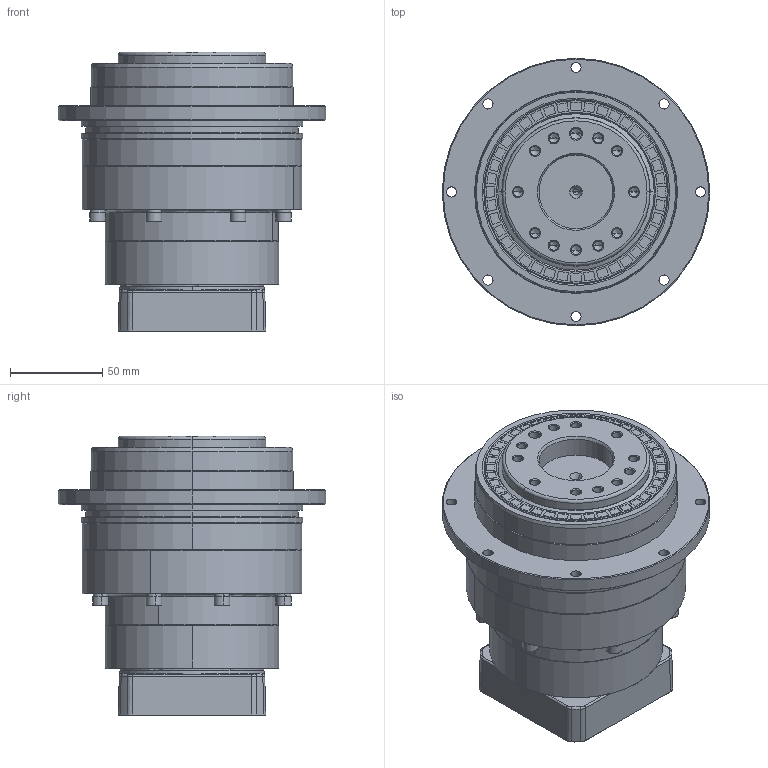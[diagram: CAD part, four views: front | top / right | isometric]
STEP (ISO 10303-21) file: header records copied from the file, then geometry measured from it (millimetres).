
FILE_DESCRIPTION (( 'STEP AP203' ), '1' );
FILE_NAME ('FAD110D-L2-19-70-90-M5.STEP', '2021-01-19T11:34:13', ( '' ), ( '' ), 'SwSTEP 2.0', 'SolidWorks 2014', '' );
FILE_SCHEMA (( 'CONFIG_CONTROL_DESIGN' ));
Length unit declared in the file: millimetre
Products named in the file (11): FAD110D-L2-19-70-90-M5; 怀堤俴陎殤FAD110D; 蚐猾80x100x7; 输入法兰FAB090D-70-90-M5; 一级内齿圈壳体FAD090D; 输入端壳体FAD090D; M5-12樓粟菜; 输入轴锁紧环 23-52-14; M4-10樓粟菜; 输出内齿圈壳体FAD110D; 输入轴FAB090D-19
Assembly tree (29 placements, depth 2):
  FAD110D-L2-19-70-90-M5
    输出内齿圈壳体FAD110D
    怀堤俴陎殤FAD110D
    蚐猾80x100x7
    一级内齿圈壳体FAD090D
    M5-12樓粟菜  x9
    输入法兰FAB090D-70-90-M5
    输入端壳体FAD090D
    输入轴FAB090D-19
    输入轴锁紧环 23-52-14
    M4-10樓粟菜  x12
Bounding box: 145 x 145 x 151.5 mm (x, y, z)
Volume: 1230568.1 mm3; surface area: 207500.6 mm2
Topology: 8 solids, 50 shells, 1481 faces, 3627 edges, 2268 vertices
Faces by surface type: cylinder 501, plane 483, cone 285, bspline 148, torus 64
Entity records: 36519 total; most frequent: CARTESIAN_POINT 13759, ORIENTED_EDGE 4444, DIRECTION 4323, EDGE_CURVE 2229, AXIS2_PLACEMENT_3D 1725, VERTEX_POINT 1407, EDGE_LOOP 1064, FACE_OUTER_BOUND 927
